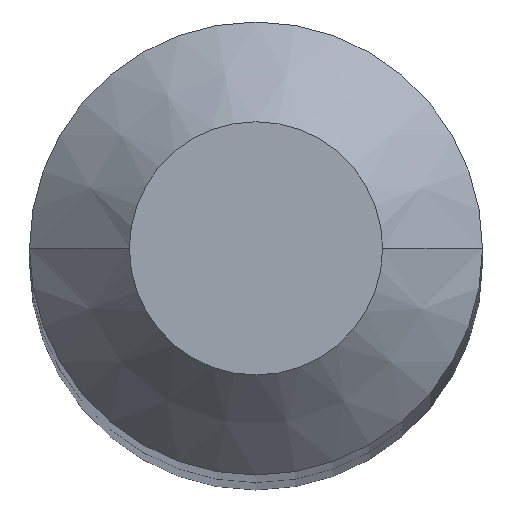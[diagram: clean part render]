
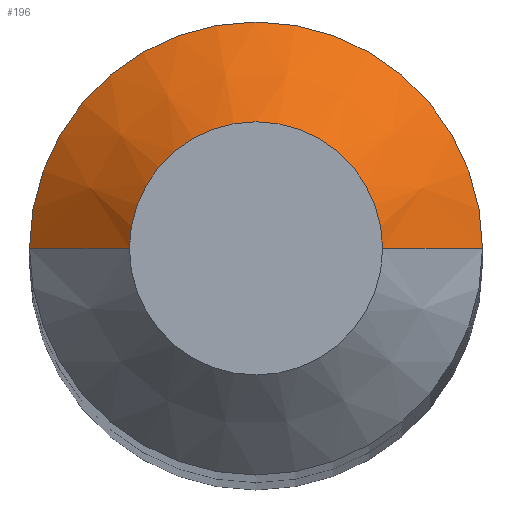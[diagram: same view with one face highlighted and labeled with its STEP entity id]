
A CAD part, top view. The second image highlights one B-rep face of the part: STEP entity #196.
In plain terms, the highlighted conical face has half-angle 45 degrees and reference radius 1.8 mm.
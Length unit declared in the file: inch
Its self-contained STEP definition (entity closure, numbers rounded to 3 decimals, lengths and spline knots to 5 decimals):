
#7 = CARTESIAN_POINT ( 'NONE',  ( 0., 0., 0. ) ) ;
#12 = VECTOR ( 'NONE', #245, 39.37008 ) ;
#21 = VECTOR ( 'NONE', #299, 39.37008 ) ;
#28 = CARTESIAN_POINT ( 'NONE',  ( 0.07085, 0., -0.03125 ) ) ;
#36 = LINE ( 'NONE', #42, #12 ) ;
#42 = CARTESIAN_POINT ( 'NONE',  ( -0.07085, 0., -0.03125 ) ) ;
#45 = AXIS2_PLACEMENT_3D ( 'NONE', #7, #256, #339 ) ;
#54 = AXIS2_PLACEMENT_3D ( 'NONE', #134, #243, #300 ) ;
#79 = EDGE_CURVE ( 'NONE', #368, #286, #36, .T. ) ;
#94 = DIRECTION ( 'NONE',  ( -1., 0., 0. ) ) ;
#100 = CARTESIAN_POINT ( 'NONE',  ( 0., 0., -0.03125 ) ) ;
#106 = ORIENTED_EDGE ( 'NONE', *, *, #296, .T. ) ;
#120 = CARTESIAN_POINT ( 'NONE',  ( 0.0396, 0., 0. ) ) ;
#134 = CARTESIAN_POINT ( 'NONE',  ( 0., 0., -0.03125 ) ) ;
#149 = EDGE_CURVE ( 'NONE', #235, #368, #152, .T. ) ;
#152 = CIRCLE ( 'NONE', #45, 0.0396 ) ;
#162 = EDGE_CURVE ( 'NONE', #205, #286, #280, .T. ) ;
#169 = ORIENTED_EDGE ( 'NONE', *, *, #79, .F. ) ;
#196 = ADVANCED_FACE ( 'NONE', ( #270 ), #217, .T. ) ;
#205 = VERTEX_POINT ( 'NONE', #285 ) ;
#210 = LINE ( 'NONE', #28, #21 ) ;
#217 = CONICAL_SURFACE ( 'NONE', #384, 0.07085, 0.785 ) ;
#235 = VERTEX_POINT ( 'NONE', #120 ) ;
#243 = DIRECTION ( 'NONE',  ( 0., 0., 1. ) ) ;
#245 = DIRECTION ( 'NONE',  ( -0.707, 0., -0.707 ) ) ;
#256 = DIRECTION ( 'NONE',  ( 0., 0., 1. ) ) ;
#270 = FACE_OUTER_BOUND ( 'NONE', #332, .T. ) ;
#280 = CIRCLE ( 'NONE', #54, 0.07085 ) ;
#283 = ORIENTED_EDGE ( 'NONE', *, *, #149, .F. ) ;
#285 = CARTESIAN_POINT ( 'NONE',  ( 0.07085, 0., -0.03125 ) ) ;
#286 = VERTEX_POINT ( 'NONE', #379 ) ;
#296 = EDGE_CURVE ( 'NONE', #235, #205, #210, .T. ) ;
#297 = DIRECTION ( 'NONE',  ( 0., 0., -1. ) ) ;
#299 = DIRECTION ( 'NONE',  ( 0.707, 0., -0.707 ) ) ;
#300 = DIRECTION ( 'NONE',  ( 1., 0., 0. ) ) ;
#332 = EDGE_LOOP ( 'NONE', ( #283, #106, #333, #169 ) ) ;
#333 = ORIENTED_EDGE ( 'NONE', *, *, #162, .T. ) ;
#339 = DIRECTION ( 'NONE',  ( 1., 0., 0. ) ) ;
#368 = VERTEX_POINT ( 'NONE', #387 ) ;
#379 = CARTESIAN_POINT ( 'NONE',  ( -0.07085, 0., -0.03125 ) ) ;
#384 = AXIS2_PLACEMENT_3D ( 'NONE', #100, #297, #94 ) ;
#387 = CARTESIAN_POINT ( 'NONE',  ( -0.0396, 0., 0. ) ) ;
